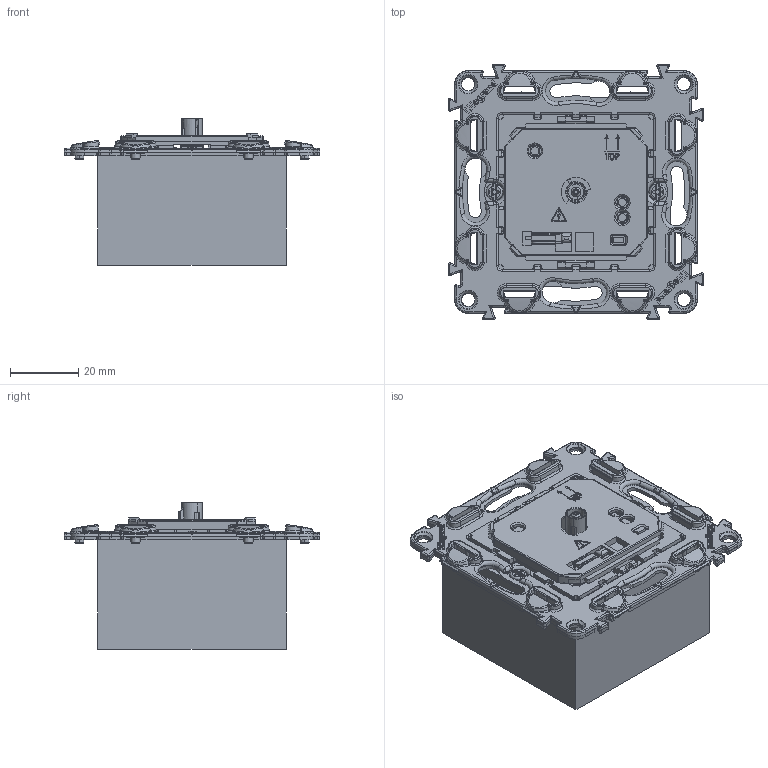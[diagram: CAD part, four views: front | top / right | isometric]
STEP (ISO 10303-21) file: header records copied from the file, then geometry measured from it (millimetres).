
FILE_DESCRIPTION(('CATIA V5 STEP Exchange','CAx-IF Rec.Pracs.--- Model Styling and Organization---1.4--- 2014-01-23'),'2;1');
FILE_NAME('752033_AllCATPart.stp','2020-02-13T09:31:47+00:00',('none'),('none'),'CATIA Version 5-6 Release 2017 SP3','CATIA V5 STEP AP214','none');
FILE_SCHEMA(('AUTOMOTIVE_DESIGN { 1 0 10303 214 1 1 1 1 }'));
Products named in the file (1): 752033_AllCATPart
Bounding box: 74.7 x 74.7 x 42.75 mm (x, y, z)
Volume: 107566.2 mm3; surface area: 27698.4 mm2
Topology: 1 solids, 3 shells, 6320 faces, 18104 edges, 11770 vertices
Faces by surface type: plane 4795, cylinder 764, bspline 306, cone 222, torus 164, sphere 53, extrusion 16
Entity records: 222543 total; most frequent: CARTESIAN_POINT 61979, ORIENTED_EDGE 36038, DIRECTION 25457, EDGE_CURVE 18019, VECTOR 14057, LINE 14041, VERTEX_POINT 11770, EDGE_LOOP 6583
